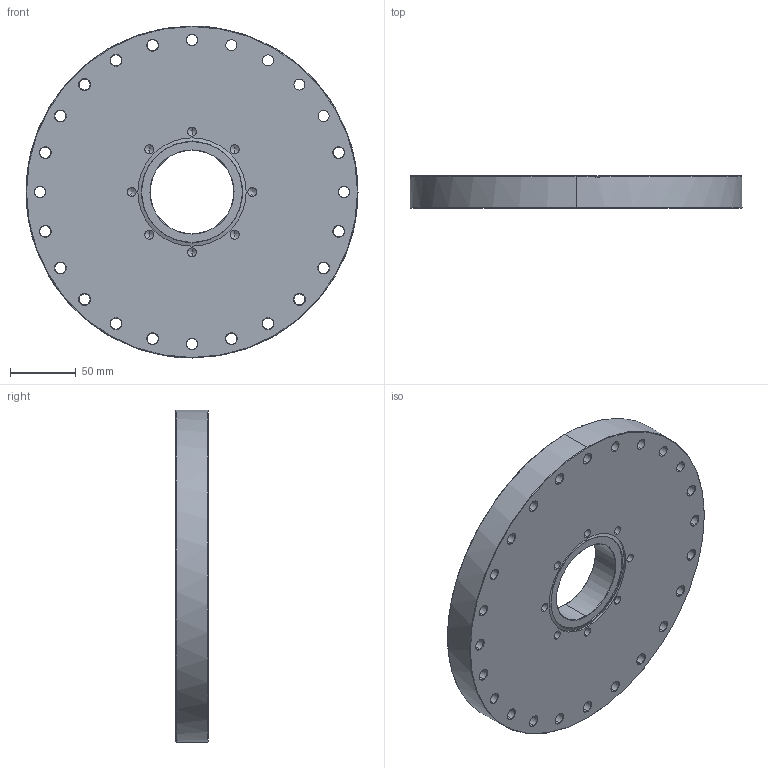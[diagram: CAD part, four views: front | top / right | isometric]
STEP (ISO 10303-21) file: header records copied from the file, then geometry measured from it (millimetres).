
FILE_DESCRIPTION (( 'STEP AP214' ), '1' );
FILE_NAME ('Hositrad_CFA200-64D.STEP', '2013-01-04T10:42:00', ( '' ), ( '' ), 'SwSTEP 2.0', 'SolidWorks 2012', '' );
FILE_SCHEMA (( 'AUTOMOTIVE_DESIGN' ));
Length unit declared in the file: millimetre
Products named in the file (1): Hositrad_CFA200-64D
Bounding box: 253.2 x 24.6 x 253.2 mm (x, y, z)
Volume: 1077429.1 mm3; surface area: 135792 mm2
Topology: 1 solids, 1 shells, 196 faces, 468 edges, 267 vertices
Faces by surface type: cone 113, cylinder 72, plane 11
Entity records: 5855 total; most frequent: DIRECTION 1091, CARTESIAN_POINT 928, ORIENTED_EDGE 904, EDGE_CURVE 452, AXIS2_PLACEMENT_3D 446, VERTEX_POINT 267, EDGE_LOOP 255, CIRCLE 249
